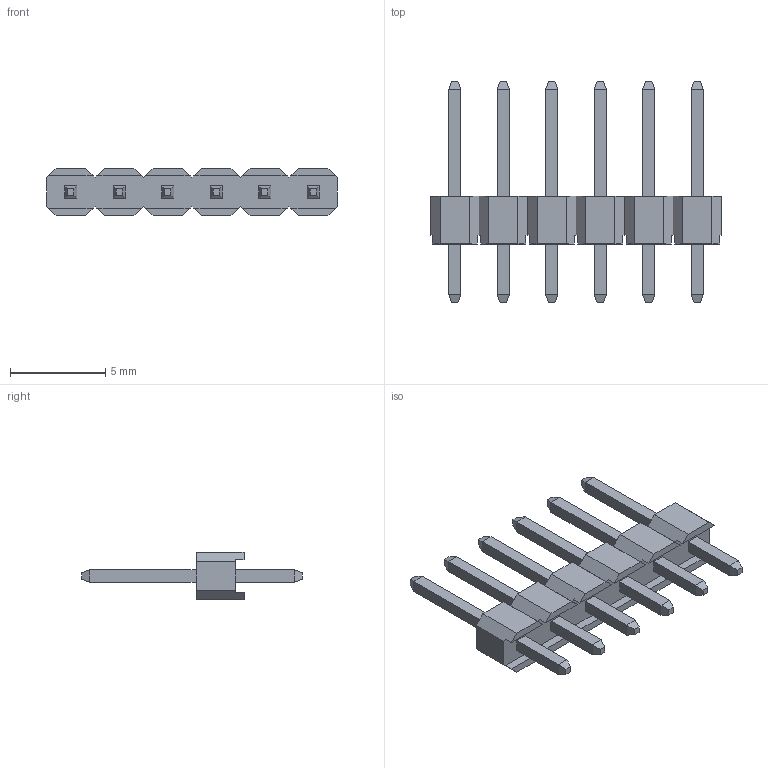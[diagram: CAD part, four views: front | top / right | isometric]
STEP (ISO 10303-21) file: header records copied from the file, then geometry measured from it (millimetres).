
FILE_DESCRIPTION (( 'STEP AP214' ), '1' );
FILE_NAME ('PH1-06-UA.STEP', '2022-12-09T10:46:57', ( '' ), ( '' ), 'SwSTEP 2.0', 'SolidWorks 2017', '' );
FILE_SCHEMA (( 'AUTOMOTIVE_DESIGN' ));
Length unit declared in the file: millimetre
Products named in the file (1): PH1-06-UA
Bounding box: 15.24 x 11.55 x 2.5 mm (x, y, z)
Volume: 98.7 mm3; surface area: 379 mm2
Topology: 7 solids, 7 shells, 172 faces, 426 edges, 268 vertices
Faces by surface type: plane 172
Entity records: 5038 total; most frequent: CARTESIAN_POINT 867, ORIENTED_EDGE 852, DIRECTION 772, EDGE_CURVE 426, VECTOR 426, LINE 426, VERTEX_POINT 268, EDGE_LOOP 184
